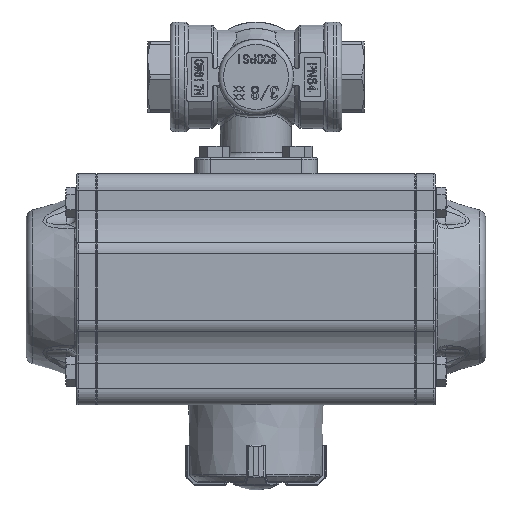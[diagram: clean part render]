
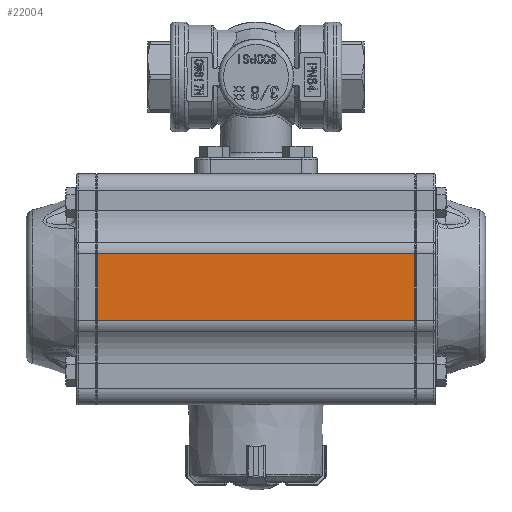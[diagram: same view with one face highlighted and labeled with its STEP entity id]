
A CAD part, left-side view. The second image highlights one B-rep face of the part: STEP entity #22004.
In plain terms, the highlighted face is planar.
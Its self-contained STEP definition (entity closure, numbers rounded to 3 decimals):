
#670=PLANE('',#23878);
#1813=LINE('',#49357,#3342);
#1814=LINE('',#49361,#3343);
#1815=LINE('',#49363,#3344);
#1816=LINE('',#49365,#3345);
#3342=VECTOR('',#27901,1000.);
#3343=VECTOR('',#27906,1000.);
#3344=VECTOR('',#27907,1000.);
#3345=VECTOR('',#27908,1000.);
#8649=ORIENTED_EDGE('',*,*,#13506,.F.);
#8650=ORIENTED_EDGE('',*,*,#13508,.T.);
#8651=ORIENTED_EDGE('',*,*,#13509,.T.);
#8652=ORIENTED_EDGE('',*,*,#13510,.T.);
#13506=EDGE_CURVE('',#16227,#16228,#1813,.T.);
#13508=EDGE_CURVE('',#16227,#16229,#1814,.T.);
#13509=EDGE_CURVE('',#16229,#16230,#1815,.T.);
#13510=EDGE_CURVE('',#16230,#16228,#1816,.T.);
#16227=VERTEX_POINT('',#49356);
#16228=VERTEX_POINT('',#49358);
#16229=VERTEX_POINT('',#49362);
#16230=VERTEX_POINT('',#49364);
#18815=EDGE_LOOP('',(#8649,#8650,#8651,#8652));
#20455=FACE_BOUND('',#18815,.T.);
#22004=ADVANCED_FACE('',(#20455),#670,.F.);
#23878=AXIS2_PLACEMENT_3D('',#49360,#27904,#27905);
#27901=DIRECTION('',(0.,0.,-1.));
#27904=DIRECTION('',(-1.,0.,0.));
#27905=DIRECTION('',(0.,0.,1.));
#27906=DIRECTION('',(0.,-1.,0.));
#27907=DIRECTION('',(0.,0.,-1.));
#27908=DIRECTION('',(0.,1.,0.));
#49356=CARTESIAN_POINT('',(29.5,10.363,49.2));
#49357=CARTESIAN_POINT('',(29.5,10.363,49.5));
#49358=CARTESIAN_POINT('',(29.5,10.363,-49.2));
#49360=CARTESIAN_POINT('',(29.5,-10.363,49.5));
#49361=CARTESIAN_POINT('',(29.5,-10.363,49.2));
#49362=CARTESIAN_POINT('',(29.5,-10.363,49.2));
#49363=CARTESIAN_POINT('',(29.5,-10.363,49.5));
#49364=CARTESIAN_POINT('',(29.5,-10.363,-49.2));
#49365=CARTESIAN_POINT('',(29.5,-10.363,-49.2));
